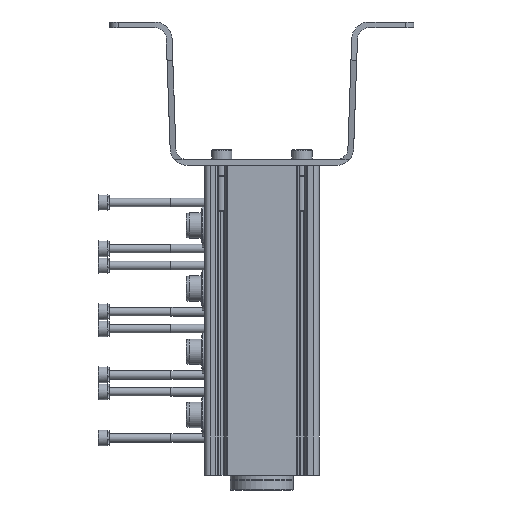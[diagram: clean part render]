
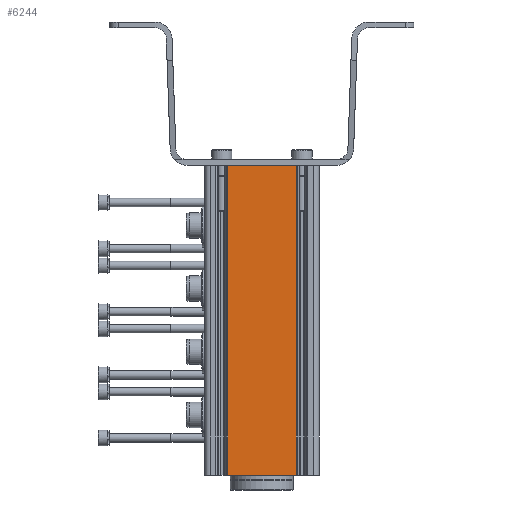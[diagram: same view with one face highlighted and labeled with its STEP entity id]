
A CAD part, left-side view. The second image highlights one B-rep face of the part: STEP entity #6244.
In plain terms, the highlighted planar face has unit normal (-1, 0, 0).
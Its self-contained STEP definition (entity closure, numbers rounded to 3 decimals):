
#312=LINE('',#9826,#836);
#313=LINE('',#9828,#837);
#314=LINE('',#9830,#838);
#315=LINE('',#9832,#839);
#836=VECTOR('',#7784,1000.);
#837=VECTOR('',#7787,1000.);
#838=VECTOR('',#7788,1000.);
#839=VECTOR('',#7789,1000.);
#1264=PLANE('',#6780);
#2015=ORIENTED_EDGE('',*,*,#3694,.F.);
#2016=ORIENTED_EDGE('',*,*,#3693,.F.);
#2017=ORIENTED_EDGE('',*,*,#3695,.T.);
#2018=ORIENTED_EDGE('',*,*,#3696,.T.);
#3693=EDGE_CURVE('',#4500,#4499,#312,.T.);
#3694=EDGE_CURVE('',#4499,#4501,#313,.T.);
#3695=EDGE_CURVE('',#4500,#4502,#314,.T.);
#3696=EDGE_CURVE('',#4502,#4501,#315,.T.);
#4499=VERTEX_POINT('',#9823);
#4500=VERTEX_POINT('',#9825);
#4501=VERTEX_POINT('',#9829);
#4502=VERTEX_POINT('',#9831);
#5076=EDGE_LOOP('',(#2015,#2016,#2017,#2018));
#5596=FACE_BOUND('',#5076,.T.);
#6244=ADVANCED_FACE('',(#5596),#1264,.T.);
#6780=AXIS2_PLACEMENT_3D('',#9827,#7785,#7786);
#7784=DIRECTION('',(0.,0.,1.));
#7785=DIRECTION('',(-1.,0.,0.));
#7786=DIRECTION('',(0.,0.,1.));
#7787=DIRECTION('',(0.,-1.,0.));
#7788=DIRECTION('',(0.,-1.,0.));
#7789=DIRECTION('',(0.,0.,1.));
#9823=CARTESIAN_POINT('',(-11.5,11.979,0.));
#9825=CARTESIAN_POINT('',(-11.5,11.979,-108.));
#9826=CARTESIAN_POINT('',(-11.5,11.979,-108.));
#9827=CARTESIAN_POINT('',(-11.5,11.979,-108.));
#9828=CARTESIAN_POINT('',(-11.5,11.979,0.));
#9829=CARTESIAN_POINT('',(-11.5,-11.979,0.));
#9830=CARTESIAN_POINT('',(-11.5,11.979,-108.));
#9831=CARTESIAN_POINT('',(-11.5,-11.979,-108.));
#9832=CARTESIAN_POINT('',(-11.5,-11.979,-108.));
